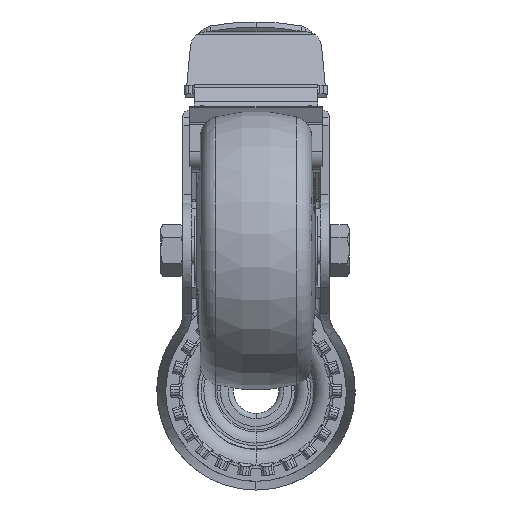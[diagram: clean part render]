
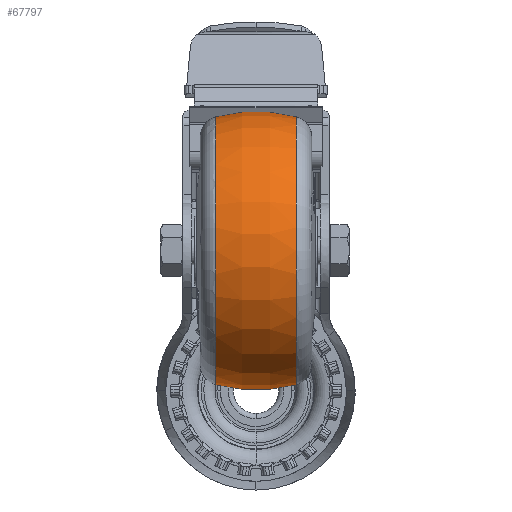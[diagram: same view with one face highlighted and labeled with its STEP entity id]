
A CAD part, front view. The second image highlights one B-rep face of the part: STEP entity #67797.
In plain terms, the highlighted toroidal (fillet/blend) face has major radius 5 mm and minor radius 45 mm.
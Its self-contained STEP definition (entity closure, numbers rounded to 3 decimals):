
#720 = ORIENTED_EDGE ( 'NONE', *, *, #57101, .T. ) ;
#9436 = AXIS2_PLACEMENT_3D ( 'NONE', #22916, #121585, #37030 ) ;
#10338 = AXIS2_PLACEMENT_3D ( 'NONE', #158206, #73594, #172393 ) ;
#12247 = AXIS2_PLACEMENT_3D ( 'NONE', #105237, #163334, #78711 ) ;
#15299 = VERTEX_POINT ( 'NONE', #119934 ) ;
#19874 = DIRECTION ( 'NONE',  ( 0., -1., 0. ) ) ;
#22916 = CARTESIAN_POINT ( 'NONE',  ( 0., 0., -5. ) ) ;
#35709 = TOROIDAL_SURFACE ( 'NONE', #12247, -5., 45. ) ;
#37030 = DIRECTION ( 'NONE',  ( 0., 0., 1. ) ) ;
#37420 = EDGE_CURVE ( 'NONE', #93888, #122159, #46551, .T. ) ;
#45191 = VERTEX_POINT ( 'NONE', #117214 ) ;
#46551 = CIRCLE ( 'NONE', #102863, 38.496 ) ;
#57101 = EDGE_CURVE ( 'NONE', #45191, #93888, #92824, .T. ) ;
#67797 = ADVANCED_FACE ( 'NONE', ( #157239 ), #35709, .T. ) ;
#73594 = DIRECTION ( 'NONE',  ( 1., 0., 0. ) ) ;
#75764 = DIRECTION ( 'NONE',  ( -1., 0., 0. ) ) ;
#76345 = ORIENTED_EDGE ( 'NONE', *, *, #117393, .T. ) ;
#78711 = DIRECTION ( 'NONE',  ( 0., 0., -1. ) ) ;
#87295 = AXIS2_PLACEMENT_3D ( 'NONE', #104302, #19874, #118471 ) ;
#92824 = CIRCLE ( 'NONE', #87295, 45. ) ;
#93888 = VERTEX_POINT ( 'NONE', #152844 ) ;
#94117 = EDGE_LOOP ( 'NONE', ( #102488, #76345, #720, #175471 ) ) ;
#102488 = ORIENTED_EDGE ( 'NONE', *, *, #180173, .F. ) ;
#102863 = AXIS2_PLACEMENT_3D ( 'NONE', #160405, #75764, #174534 ) ;
#104302 = CARTESIAN_POINT ( 'NONE',  ( 0., 0., 5. ) ) ;
#105237 = CARTESIAN_POINT ( 'NONE',  ( 0., 0., 0. ) ) ;
#105350 = CARTESIAN_POINT ( 'NONE',  ( 11.538, 0., 38.496 ) ) ;
#117214 = CARTESIAN_POINT ( 'NONE',  ( -11.538, 0., -38.496 ) ) ;
#117393 = EDGE_CURVE ( 'NONE', #15299, #45191, #140795, .T. ) ;
#118471 = DIRECTION ( 'NONE',  ( 0., 0., -1. ) ) ;
#119934 = CARTESIAN_POINT ( 'NONE',  ( -11.538, 0., 38.496 ) ) ;
#121585 = DIRECTION ( 'NONE',  ( 0., 1., 0. ) ) ;
#122159 = VERTEX_POINT ( 'NONE', #105350 ) ;
#136039 = CIRCLE ( 'NONE', #9436, 45. ) ;
#140795 = CIRCLE ( 'NONE', #10338, 38.496 ) ;
#152844 = CARTESIAN_POINT ( 'NONE',  ( 11.538, 0., -38.496 ) ) ;
#157239 = FACE_OUTER_BOUND ( 'NONE', #94117, .T. ) ;
#158206 = CARTESIAN_POINT ( 'NONE',  ( -11.538, 0., 0. ) ) ;
#160405 = CARTESIAN_POINT ( 'NONE',  ( 11.538, 0., 0. ) ) ;
#163334 = DIRECTION ( 'NONE',  ( 1., 0., 0. ) ) ;
#172393 = DIRECTION ( 'NONE',  ( 0., 0., -1. ) ) ;
#174534 = DIRECTION ( 'NONE',  ( 0., 0., 1. ) ) ;
#175471 = ORIENTED_EDGE ( 'NONE', *, *, #37420, .T. ) ;
#180173 = EDGE_CURVE ( 'NONE', #15299, #122159, #136039, .T. ) ;
